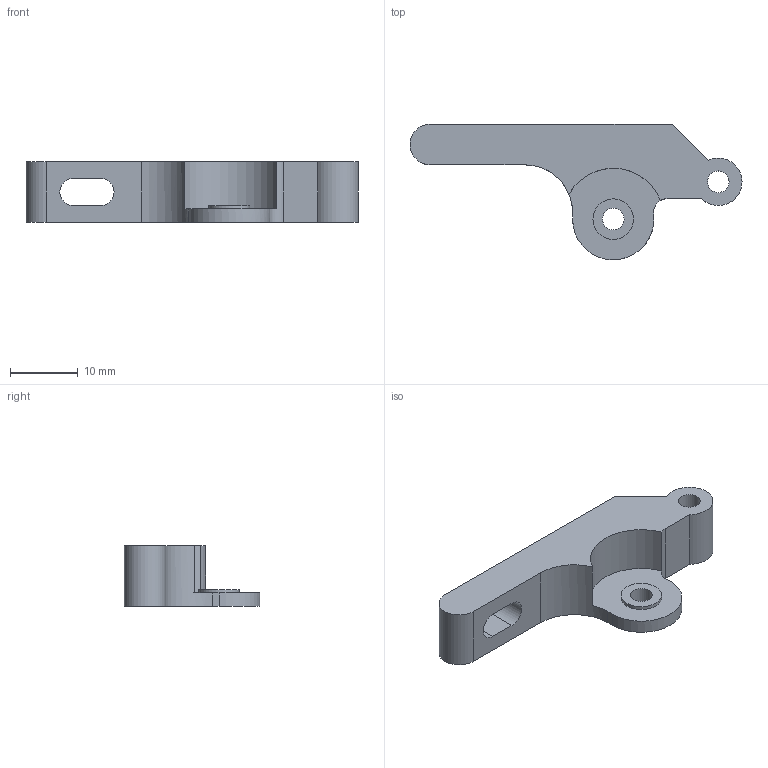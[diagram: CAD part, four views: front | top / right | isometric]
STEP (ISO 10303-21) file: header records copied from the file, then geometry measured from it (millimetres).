
FILE_DESCRIPTION(('FreeCAD Model'),'2;1');
FILE_NAME('extruder-idler-x1.step','2019-07-05T20:17:50' ,('Author'),(''),'Open CASCADE STEP processor 6.8','FreeCAD','Unknown' );
FILE_SCHEMA(('AUTOMOTIVE_DESIGN_CC2 { 1 2 10303 214 -1 1 5 4 }'));
Length unit declared in the file: millimetre
Products named in the file (2): ASSEMBLY; extruder-idler
Assembly tree (1 placements, depth 2):
  ASSEMBLY
    extruder-idler
Bounding box: 49 x 20 x 9 mm (x, y, z)
Volume: 3102.7 mm3; surface area: 2154.3 mm2
Topology: 1 solids, 1 shells, 22 faces, 60 edges, 41 vertices
Faces by surface type: cylinder 11, plane 11
Full cylindrical faces by diameter (mm): 3.2 x2, 6 x1
Entity records: 1851 total; most frequent: CARTESIAN_POINT 646, DIRECTION 213, ORIENTED_EDGE 120, PCURVE 120, DEFINITIONAL_REPRESENTATION 120, LINE 96, VECTOR 96, EDGE_CURVE 60
